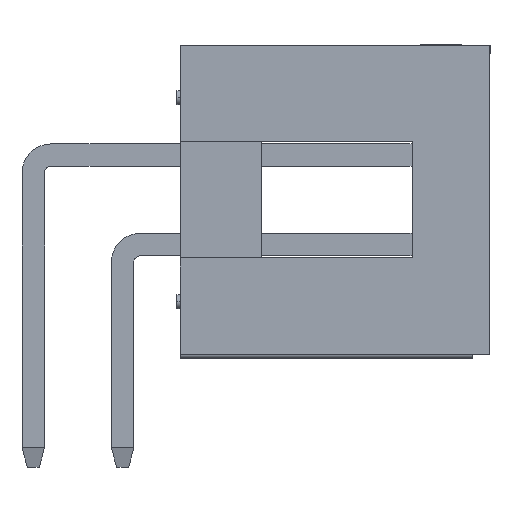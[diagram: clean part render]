
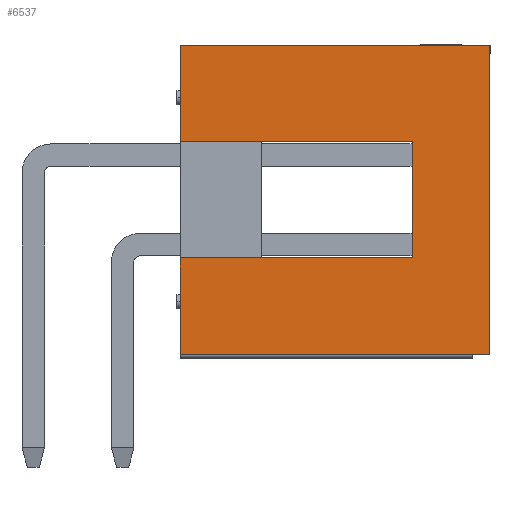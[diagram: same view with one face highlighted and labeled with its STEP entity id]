
A CAD part, left-side view. The second image highlights one B-rep face of the part: STEP entity #6537.
In plain terms, the highlighted planar face has unit normal (-1, 0, 0).
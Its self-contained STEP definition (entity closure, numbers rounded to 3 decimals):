
#7 = CARTESIAN_POINT ( 'NONE',  ( -16.5, 3.765, -0.635 ) ) ;
#577 = LINE ( 'NONE', #15026, #9743 ) ;
#945 = CARTESIAN_POINT ( 'NONE',  ( -16.5, -5.035, -0.635 ) ) ;
#1090 = ORIENTED_EDGE ( 'NONE', *, *, #24645, .T. ) ;
#1402 = CARTESIAN_POINT ( 'NONE',  ( -16.5, -5.035, 8.165 ) ) ;
#1575 = EDGE_CURVE ( 'NONE', #11806, #7185, #9175, .T. ) ;
#1782 = ORIENTED_EDGE ( 'NONE', *, *, #12472, .F. ) ;
#2672 = AXIS2_PLACEMENT_3D ( 'NONE', #11769, #9369, #12116 ) ;
#2686 = DIRECTION ( 'NONE',  ( 0., 0., -1. ) ) ;
#4261 = EDGE_CURVE ( 'NONE', #29458, #11806, #19181, .T. ) ;
#4335 = CARTESIAN_POINT ( 'NONE',  ( -16.5, -2.835, 2.115 ) ) ;
#5446 = LINE ( 'NONE', #29927, #25812 ) ;
#5685 = LINE ( 'NONE', #15637, #29910 ) ;
#6537 = ADVANCED_FACE ( 'NONE', ( #31354 ), #29269, .F. ) ;
#6617 = CARTESIAN_POINT ( 'NONE',  ( -16.5, -2.835, 2.115 ) ) ;
#6797 = CARTESIAN_POINT ( 'NONE',  ( -16.5, -2.835, 5.415 ) ) ;
#7185 = VERTEX_POINT ( 'NONE', #6617 ) ;
#7736 = LINE ( 'NONE', #22230, #17161 ) ;
#7869 = ORIENTED_EDGE ( 'NONE', *, *, #4261, .T. ) ;
#8075 = EDGE_CURVE ( 'NONE', #12678, #23132, #5446, .T. ) ;
#9175 = LINE ( 'NONE', #28570, #24033 ) ;
#9301 = CARTESIAN_POINT ( 'NONE',  ( -16.5, 3.765, 5.415 ) ) ;
#9323 = VECTOR ( 'NONE', #27161, 1000. ) ;
#9369 = DIRECTION ( 'NONE',  ( 1., 0., 0. ) ) ;
#9743 = VECTOR ( 'NONE', #2686, 1000. ) ;
#9941 = ORIENTED_EDGE ( 'NONE', *, *, #27039, .F. ) ;
#11769 = CARTESIAN_POINT ( 'NONE',  ( -16.5, -5.035, 8.165 ) ) ;
#11806 = VERTEX_POINT ( 'NONE', #26425 ) ;
#12018 = VERTEX_POINT ( 'NONE', #945 ) ;
#12116 = DIRECTION ( 'NONE',  ( 0., -1., 0. ) ) ;
#12472 = EDGE_CURVE ( 'NONE', #19824, #12018, #23704, .T. ) ;
#12678 = VERTEX_POINT ( 'NONE', #24149 ) ;
#13553 = DIRECTION ( 'NONE',  ( 0., 0., -1. ) ) ;
#15026 = CARTESIAN_POINT ( 'NONE',  ( -16.5, 3.765, 8.165 ) ) ;
#15637 = CARTESIAN_POINT ( 'NONE',  ( -16.5, -5.035, 8.165 ) ) ;
#16737 = DIRECTION ( 'NONE',  ( 0., 1., 0. ) ) ;
#17161 = VECTOR ( 'NONE', #32151, 1000. ) ;
#17988 = DIRECTION ( 'NONE',  ( 0., 0., -1. ) ) ;
#19181 = LINE ( 'NONE', #6797, #9323 ) ;
#19824 = VERTEX_POINT ( 'NONE', #27238 ) ;
#20691 = ORIENTED_EDGE ( 'NONE', *, *, #8075, .T. ) ;
#21604 = ORIENTED_EDGE ( 'NONE', *, *, #1575, .T. ) ;
#22230 = CARTESIAN_POINT ( 'NONE',  ( -16.5, -5.035, -0.635 ) ) ;
#23132 = VERTEX_POINT ( 'NONE', #7 ) ;
#23454 = VECTOR ( 'NONE', #16737, 1000. ) ;
#23704 = LINE ( 'NONE', #1402, #31249 ) ;
#24033 = VECTOR ( 'NONE', #13553, 1000. ) ;
#24149 = CARTESIAN_POINT ( 'NONE',  ( -16.5, 3.765, 2.115 ) ) ;
#24405 = ORIENTED_EDGE ( 'NONE', *, *, #25917, .T. ) ;
#24645 = EDGE_CURVE ( 'NONE', #19824, #31412, #5685, .T. ) ;
#25137 = CARTESIAN_POINT ( 'NONE',  ( -16.5, 3.765, 8.165 ) ) ;
#25353 = EDGE_LOOP ( 'NONE', ( #7869, #21604, #25606, #20691, #9941, #1782, #1090, #24405 ) ) ;
#25579 = DIRECTION ( 'NONE',  ( 0., 1., 0. ) ) ;
#25606 = ORIENTED_EDGE ( 'NONE', *, *, #28833, .T. ) ;
#25812 = VECTOR ( 'NONE', #17988, 1000. ) ;
#25917 = EDGE_CURVE ( 'NONE', #31412, #29458, #577, .T. ) ;
#26425 = CARTESIAN_POINT ( 'NONE',  ( -16.5, -2.835, 5.415 ) ) ;
#27039 = EDGE_CURVE ( 'NONE', #12018, #23132, #7736, .T. ) ;
#27161 = DIRECTION ( 'NONE',  ( 0., -1., 0. ) ) ;
#27238 = CARTESIAN_POINT ( 'NONE',  ( -16.5, -5.035, 8.165 ) ) ;
#27412 = DIRECTION ( 'NONE',  ( 0., 0., -1. ) ) ;
#28570 = CARTESIAN_POINT ( 'NONE',  ( -16.5, -2.835, 5.415 ) ) ;
#28833 = EDGE_CURVE ( 'NONE', #7185, #12678, #30876, .T. ) ;
#29269 = PLANE ( 'NONE',  #2672 ) ;
#29458 = VERTEX_POINT ( 'NONE', #9301 ) ;
#29910 = VECTOR ( 'NONE', #25579, 1000. ) ;
#29927 = CARTESIAN_POINT ( 'NONE',  ( -16.5, 3.765, 8.165 ) ) ;
#30876 = LINE ( 'NONE', #4335, #23454 ) ;
#31249 = VECTOR ( 'NONE', #27412, 1000. ) ;
#31354 = FACE_OUTER_BOUND ( 'NONE', #25353, .T. ) ;
#31412 = VERTEX_POINT ( 'NONE', #25137 ) ;
#32151 = DIRECTION ( 'NONE',  ( 0., 1., 0. ) ) ;
